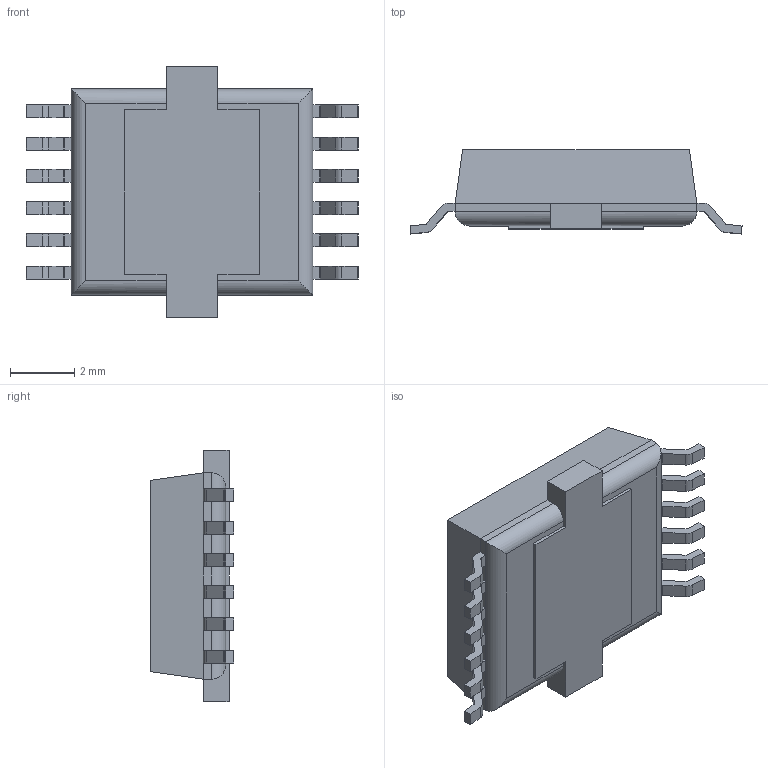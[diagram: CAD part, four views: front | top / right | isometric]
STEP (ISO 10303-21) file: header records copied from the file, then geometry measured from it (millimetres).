
FILE_DESCRIPTION (( 'STEP AP203' ), '1' );
FILE_NAME ('IFX9201SGAUMA1.STEP', '2023-03-23T15:42:44', ( '' ), ( '' ), 'SwSTEP 2.0', 'SolidWorks 2021', '' );
FILE_SCHEMA (( 'CONFIG_CONTROL_DESIGN' ));
Length unit declared in the file: millimetre
Products named in the file (1): IFX9201SGAUMA1
Bounding box: 10.3 x 2.6 x 7.8 mm (x, y, z)
Volume: 112.6 mm3; surface area: 259.5 mm2
Topology: 15 solids, 15 shells, 222 faces, 558 edges, 368 vertices
Faces by surface type: plane 162, cylinder 60
Entity records: 6647 total; most frequent: CARTESIAN_POINT 1161, ORIENTED_EDGE 1116, DIRECTION 1112, EDGE_CURVE 558, VECTOR 442, LINE 442, VERTEX_POINT 368, AXIS2_PLACEMENT_3D 335
